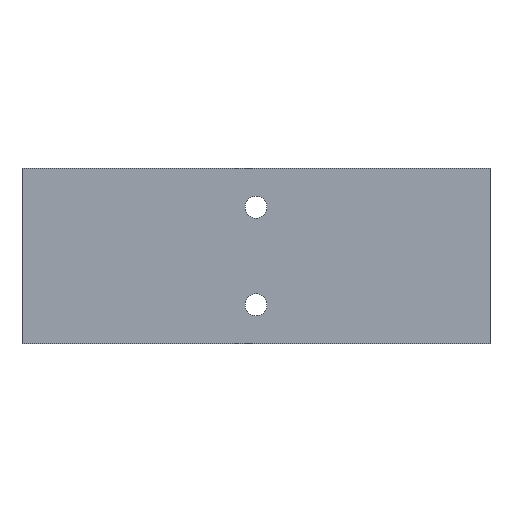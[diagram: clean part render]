
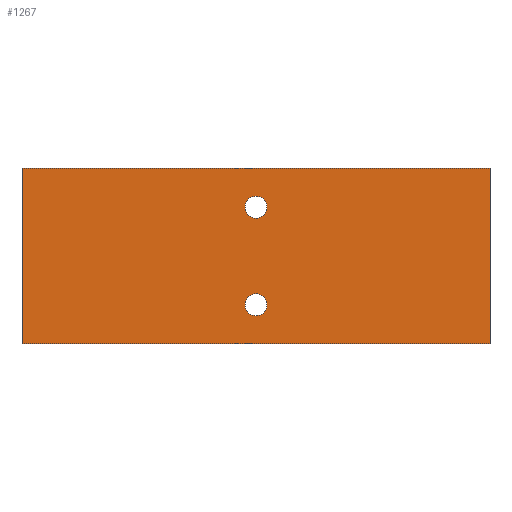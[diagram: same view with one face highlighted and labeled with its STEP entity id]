
A CAD part, front view. The second image highlights one B-rep face of the part: STEP entity #1267.
In plain terms, the highlighted planar face has unit normal (0, -1, 0).
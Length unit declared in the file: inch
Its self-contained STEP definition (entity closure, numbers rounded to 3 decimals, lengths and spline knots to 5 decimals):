
#2 = CARTESIAN_POINT ( 'NONE',  ( 0., 0., -0.4845 ) ) ;
#68 = DIRECTION ( 'NONE',  ( 0., 1., 0. ) ) ;
#73 = CARTESIAN_POINT ( 'NONE',  ( 0., 0., 0. ) ) ;
#74 = PLANE ( 'NONE',  #2219 ) ;
#95 = CARTESIAN_POINT ( 'NONE',  ( -3., 0., 1.125 ) ) ;
#134 = AXIS2_PLACEMENT_3D ( 'NONE', #1867, #1868, #1869 ) ;
#138 = AXIS2_PLACEMENT_3D ( 'NONE', #4438, #4439, #4440 ) ;
#163 = CARTESIAN_POINT ( 'NONE',  ( -3., 0., -1.125 ) ) ;
#229 = VERTEX_POINT ( 'NONE', #95 ) ;
#270 = VERTEX_POINT ( 'NONE', #1741 ) ;
#286 = ORIENTED_EDGE ( 'NONE', *, *, #3709, .F. ) ;
#308 = EDGE_LOOP ( 'NONE', ( #647, #447 ) ) ;
#312 = VERTEX_POINT ( 'NONE', #1762 ) ;
#334 = VERTEX_POINT ( 'NONE', #163 ) ;
#335 = ORIENTED_EDGE ( 'NONE', *, *, #1389, .F. ) ;
#350 = EDGE_LOOP ( 'NONE', ( #440, #402 ) ) ;
#402 = ORIENTED_EDGE ( 'NONE', *, *, #1376, .T. ) ;
#423 = VERTEX_POINT ( 'NONE', #2 ) ;
#440 = ORIENTED_EDGE ( 'NONE', *, *, #4423, .T. ) ;
#447 = ORIENTED_EDGE ( 'NONE', *, *, #1990, .T. ) ;
#474 = ORIENTED_EDGE ( 'NONE', *, *, #4421, .F. ) ;
#541 = VERTEX_POINT ( 'NONE', #4369 ) ;
#583 = EDGE_LOOP ( 'NONE', ( #335, #474, #286, #648 ) ) ;
#647 = ORIENTED_EDGE ( 'NONE', *, *, #4410, .T. ) ;
#648 = ORIENTED_EDGE ( 'NONE', *, *, #3672, .F. ) ;
#683 = VERTEX_POINT ( 'NONE', #4338 ) ;
#701 = VERTEX_POINT ( 'NONE', #4341 ) ;
#1267 = ADVANCED_FACE ( 'NONE', ( #3305, #3310, #3255 ), #74, .F. ) ;
#1376 = EDGE_CURVE ( 'NONE', #270, #423, #3318, .T. ) ;
#1389 = EDGE_CURVE ( 'NONE', #334, #229, #4091, .T. ) ;
#1531 = CARTESIAN_POINT ( 'NONE',  ( 0., 0., 0.625 ) ) ;
#1532 = DIRECTION ( 'NONE',  ( 0., 1., 0. ) ) ;
#1533 = DIRECTION ( 'NONE',  ( 0., 0., 1. ) ) ;
#1700 = CARTESIAN_POINT ( 'NONE',  ( 0., 0., -0.625 ) ) ;
#1701 = DIRECTION ( 'NONE',  ( 0., 1., 0. ) ) ;
#1702 = DIRECTION ( 'NONE',  ( 0., 0., 1. ) ) ;
#1741 = CARTESIAN_POINT ( 'NONE',  ( 0., 0., -0.7655 ) ) ;
#1762 = CARTESIAN_POINT ( 'NONE',  ( 0., 0., 0.4845 ) ) ;
#1867 = CARTESIAN_POINT ( 'NONE',  ( 0., 0., 0.625 ) ) ;
#1868 = DIRECTION ( 'NONE',  ( 0., 1., 0. ) ) ;
#1869 = DIRECTION ( 'NONE',  ( 0., 0., 1. ) ) ;
#1875 = CARTESIAN_POINT ( 'NONE',  ( 3., 0., -1.125 ) ) ;
#1876 = DIRECTION ( 'NONE',  ( -1., 0., 0. ) ) ;
#1990 = EDGE_CURVE ( 'NONE', #312, #541, #4159, .T. ) ;
#2087 = CARTESIAN_POINT ( 'NONE',  ( 3., 0., 1.125 ) ) ;
#2097 = DIRECTION ( 'NONE',  ( 1., 0., 0. ) ) ;
#2219 = AXIS2_PLACEMENT_3D ( 'NONE', #73, #68, #2968 ) ;
#2327 = AXIS2_PLACEMENT_3D ( 'NONE', #1700, #1701, #1702 ) ;
#2364 = AXIS2_PLACEMENT_3D ( 'NONE', #1531, #1532, #1533 ) ;
#2553 = CARTESIAN_POINT ( 'NONE',  ( 3., 0., 1.125 ) ) ;
#2564 = DIRECTION ( 'NONE',  ( 0., 0., -1. ) ) ;
#2968 = DIRECTION ( 'NONE',  ( 0., 0., 1. ) ) ;
#3255 = FACE_OUTER_BOUND ( 'NONE', #583, .T. ) ;
#3305 = FACE_BOUND ( 'NONE', #308, .T. ) ;
#3310 = FACE_BOUND ( 'NONE', #350, .T. ) ;
#3318 = CIRCLE ( 'NONE', #2327, 0.1405 ) ;
#3478 = VECTOR ( 'NONE', #2564, 39.37008 ) ;
#3486 = LINE ( 'NONE', #2553, #3478 ) ;
#3512 = LINE ( 'NONE', #2087, #3570 ) ;
#3570 = VECTOR ( 'NONE', #2097, 39.37008 ) ;
#3672 = EDGE_CURVE ( 'NONE', #229, #683, #3512, .T. ) ;
#3709 = EDGE_CURVE ( 'NONE', #683, #701, #3486, .T. ) ;
#3821 = CIRCLE ( 'NONE', #134, 0.1405 ) ;
#3845 = VECTOR ( 'NONE', #1876, 39.37008 ) ;
#3861 = CIRCLE ( 'NONE', #138, 0.1405 ) ;
#3872 = LINE ( 'NONE', #1875, #3845 ) ;
#3973 = CARTESIAN_POINT ( 'NONE',  ( -3., 0., 1.125 ) ) ;
#3974 = DIRECTION ( 'NONE',  ( 0., 0., 1. ) ) ;
#4091 = LINE ( 'NONE', #3973, #4173 ) ;
#4159 = CIRCLE ( 'NONE', #2364, 0.1405 ) ;
#4173 = VECTOR ( 'NONE', #3974, 39.37008 ) ;
#4338 = CARTESIAN_POINT ( 'NONE',  ( 3., 0., 1.125 ) ) ;
#4341 = CARTESIAN_POINT ( 'NONE',  ( 3., 0., -1.125 ) ) ;
#4369 = CARTESIAN_POINT ( 'NONE',  ( 0., 0., 0.7655 ) ) ;
#4410 = EDGE_CURVE ( 'NONE', #541, #312, #3821, .T. ) ;
#4421 = EDGE_CURVE ( 'NONE', #701, #334, #3872, .T. ) ;
#4423 = EDGE_CURVE ( 'NONE', #423, #270, #3861, .T. ) ;
#4438 = CARTESIAN_POINT ( 'NONE',  ( 0., 0., -0.625 ) ) ;
#4439 = DIRECTION ( 'NONE',  ( 0., 1., 0. ) ) ;
#4440 = DIRECTION ( 'NONE',  ( 0., 0., 1. ) ) ;
